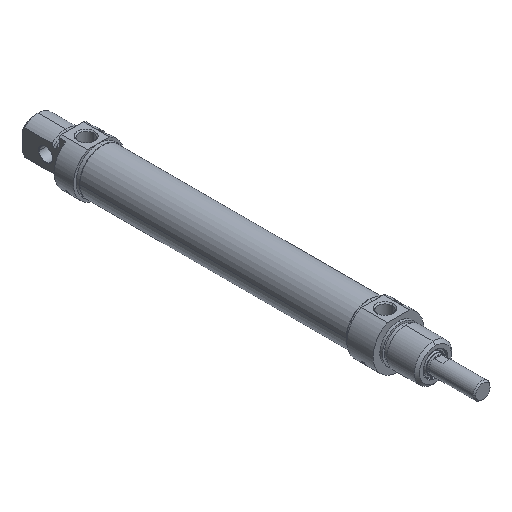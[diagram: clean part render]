
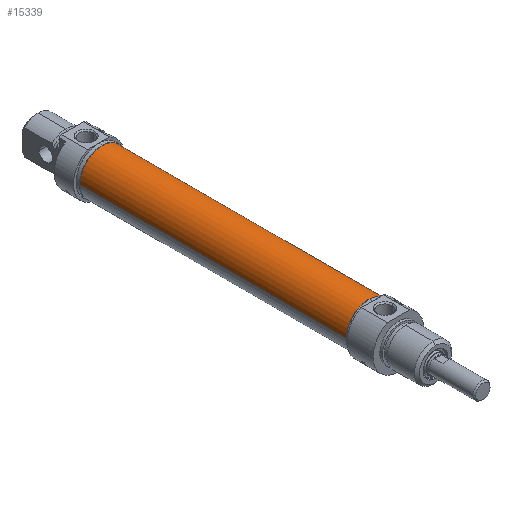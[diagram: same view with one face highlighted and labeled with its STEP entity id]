
A CAD part, isometric view. The second image highlights one B-rep face of the part: STEP entity #15339.
In plain terms, the highlighted cylindrical face has radius 13.25 mm (diameter 26.5 mm), a partial arc.
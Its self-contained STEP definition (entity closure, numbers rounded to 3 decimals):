
#248 = EDGE_CURVE ( 'NONE', #8538, #7570, #13420, .T. ) ;
#553 = FACE_OUTER_BOUND ( 'NONE', #12772, .T. ) ;
#2004 = CARTESIAN_POINT ( 'NONE',  ( 0., 0., 0. ) ) ;
#2052 = DIRECTION ( 'NONE',  ( 0., 0., -1. ) ) ;
#2323 = EDGE_CURVE ( 'NONE', #13057, #9954, #11548, .T. ) ;
#4316 = VECTOR ( 'NONE', #12873, 1000. ) ;
#4645 = ORIENTED_EDGE ( 'NONE', *, *, #6465, .T. ) ;
#4773 = AXIS2_PLACEMENT_3D ( 'NONE', #2004, #5490, #12842 ) ;
#5198 = DIRECTION ( 'NONE',  ( 0., 0., 1. ) ) ;
#5490 = DIRECTION ( 'NONE',  ( 0., 0., 1. ) ) ;
#5544 = AXIS2_PLACEMENT_3D ( 'NONE', #7776, #5198, #9795 ) ;
#5716 = EDGE_CURVE ( 'NONE', #8538, #13057, #10175, .T. ) ;
#6465 = EDGE_CURVE ( 'NONE', #9954, #7570, #15219, .T. ) ;
#6992 = DIRECTION ( 'NONE',  ( -1., 0., 0. ) ) ;
#7570 = VERTEX_POINT ( 'NONE', #11370 ) ;
#7776 = CARTESIAN_POINT ( 'NONE',  ( 0., 0., -79. ) ) ;
#8456 = ORIENTED_EDGE ( 'NONE', *, *, #5716, .T. ) ;
#8538 = VERTEX_POINT ( 'NONE', #14811 ) ;
#9644 = CARTESIAN_POINT ( 'NONE',  ( 0., 0., 79. ) ) ;
#9761 = CARTESIAN_POINT ( 'NONE',  ( -13.25, 0., 0. ) ) ;
#9795 = DIRECTION ( 'NONE',  ( -1., 0., 0. ) ) ;
#9954 = VERTEX_POINT ( 'NONE', #12963 ) ;
#10175 = CIRCLE ( 'NONE', #5544, 13.25 ) ;
#10295 = CARTESIAN_POINT ( 'NONE',  ( 13.25, 0., 0. ) ) ;
#10999 = VECTOR ( 'NONE', #13184, 1000. ) ;
#11370 = CARTESIAN_POINT ( 'NONE',  ( -13.25, 0., 79. ) ) ;
#11548 = LINE ( 'NONE', #10295, #4316 ) ;
#11607 = CYLINDRICAL_SURFACE ( 'NONE', #4773, 13.25 ) ;
#11774 = CARTESIAN_POINT ( 'NONE',  ( 13.25, 0., -79. ) ) ;
#11802 = AXIS2_PLACEMENT_3D ( 'NONE', #9644, #2052, #6992 ) ;
#12065 = ORIENTED_EDGE ( 'NONE', *, *, #2323, .T. ) ;
#12772 = EDGE_LOOP ( 'NONE', ( #8456, #12065, #4645, #15193 ) ) ;
#12842 = DIRECTION ( 'NONE',  ( -1., 0., 0. ) ) ;
#12873 = DIRECTION ( 'NONE',  ( 0., 0., 1. ) ) ;
#12963 = CARTESIAN_POINT ( 'NONE',  ( 13.25, 0., 79. ) ) ;
#13057 = VERTEX_POINT ( 'NONE', #11774 ) ;
#13184 = DIRECTION ( 'NONE',  ( 0., 0., 1. ) ) ;
#13420 = LINE ( 'NONE', #9761, #10999 ) ;
#14811 = CARTESIAN_POINT ( 'NONE',  ( -13.25, 0., -79. ) ) ;
#15193 = ORIENTED_EDGE ( 'NONE', *, *, #248, .F. ) ;
#15219 = CIRCLE ( 'NONE', #11802, 13.25 ) ;
#15339 = ADVANCED_FACE ( 'NONE', ( #553 ), #11607, .T. ) ;
